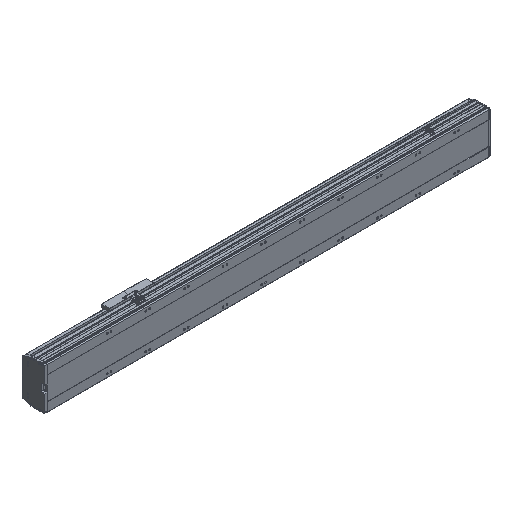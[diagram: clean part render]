
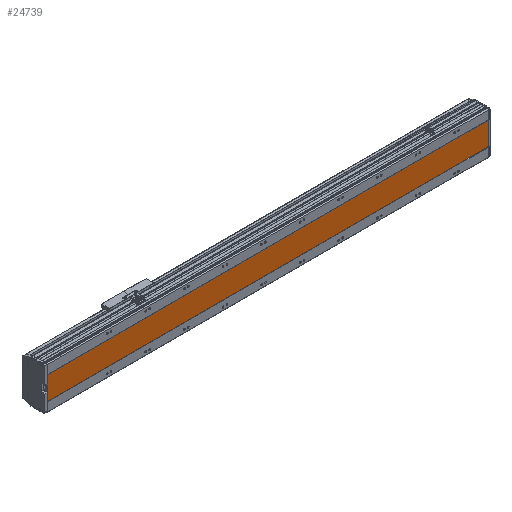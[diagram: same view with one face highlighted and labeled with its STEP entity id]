
A CAD part, isometric view. The second image highlights one B-rep face of the part: STEP entity #24739.
In plain terms, the highlighted planar face has unit normal (0, -1, 0).
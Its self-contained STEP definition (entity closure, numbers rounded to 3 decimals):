
#2331 = CARTESIAN_POINT ( 'NONE',  ( 13., 1., 60. ) ) ;
#4151 = VERTEX_POINT ( 'NONE', #28068 ) ;
#5152 = DIRECTION ( 'NONE',  ( 0., 1., 0. ) ) ;
#5962 = VECTOR ( 'NONE', #27795, 1000. ) ;
#6346 = EDGE_LOOP ( 'NONE', ( #16354, #11760, #7254, #16566 ) ) ;
#6956 = DIRECTION ( 'NONE',  ( 0., 0., -1. ) ) ;
#7254 = ORIENTED_EDGE ( 'NONE', *, *, #27274, .F. ) ;
#9019 = CARTESIAN_POINT ( 'NONE',  ( 2303., 1., -60. ) ) ;
#10506 = EDGE_CURVE ( 'NONE', #4151, #24949, #36703, .T. ) ;
#11428 = VERTEX_POINT ( 'NONE', #16937 ) ;
#11711 = EDGE_CURVE ( 'NONE', #24949, #11428, #19567, .T. ) ;
#11760 = ORIENTED_EDGE ( 'NONE', *, *, #27108, .F. ) ;
#13877 = AXIS2_PLACEMENT_3D ( 'NONE', #17064, #5152, #25257 ) ;
#13989 = VERTEX_POINT ( 'NONE', #9019 ) ;
#14908 = LINE ( 'NONE', #20829, #21940 ) ;
#16191 = CARTESIAN_POINT ( 'NONE',  ( 2303., 1., 60. ) ) ;
#16354 = ORIENTED_EDGE ( 'NONE', *, *, #11711, .T. ) ;
#16566 = ORIENTED_EDGE ( 'NONE', *, *, #10506, .T. ) ;
#16937 = CARTESIAN_POINT ( 'NONE',  ( 13., 1., -60. ) ) ;
#17064 = CARTESIAN_POINT ( 'NONE',  ( 2303., 1., 60. ) ) ;
#19567 = LINE ( 'NONE', #2331, #27165 ) ;
#20829 = CARTESIAN_POINT ( 'NONE',  ( 2303., 1., -60. ) ) ;
#21940 = VECTOR ( 'NONE', #34874, 1000. ) ;
#24739 = ADVANCED_FACE ( 'NONE', ( #28093 ), #31139, .F. ) ;
#24949 = VERTEX_POINT ( 'NONE', #27870 ) ;
#25257 = DIRECTION ( 'NONE',  ( 1., 0., 0. ) ) ;
#27108 = EDGE_CURVE ( 'NONE', #13989, #11428, #14908, .T. ) ;
#27165 = VECTOR ( 'NONE', #33993, 1000. ) ;
#27274 = EDGE_CURVE ( 'NONE', #4151, #13989, #29937, .T. ) ;
#27650 = CARTESIAN_POINT ( 'NONE',  ( 2303., 1., 60. ) ) ;
#27795 = DIRECTION ( 'NONE',  ( -1., 0., 0. ) ) ;
#27870 = CARTESIAN_POINT ( 'NONE',  ( 13., 1., 60. ) ) ;
#28068 = CARTESIAN_POINT ( 'NONE',  ( 2303., 1., 60. ) ) ;
#28093 = FACE_OUTER_BOUND ( 'NONE', #6346, .T. ) ;
#29937 = LINE ( 'NONE', #27650, #35891 ) ;
#31139 = PLANE ( 'NONE',  #13877 ) ;
#33993 = DIRECTION ( 'NONE',  ( 0., 0., -1. ) ) ;
#34874 = DIRECTION ( 'NONE',  ( -1., 0., 0. ) ) ;
#35891 = VECTOR ( 'NONE', #6956, 1000. ) ;
#36703 = LINE ( 'NONE', #16191, #5962 ) ;
